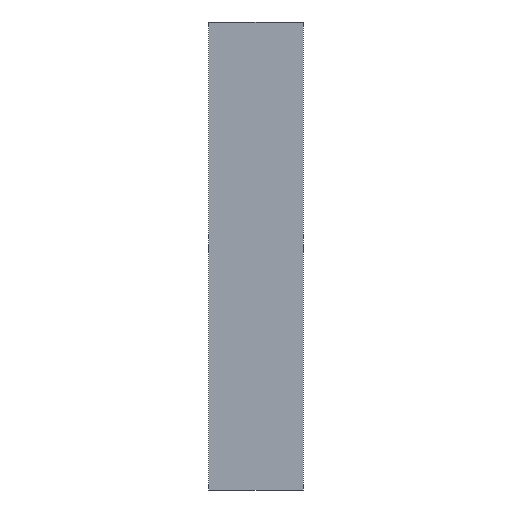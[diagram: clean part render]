
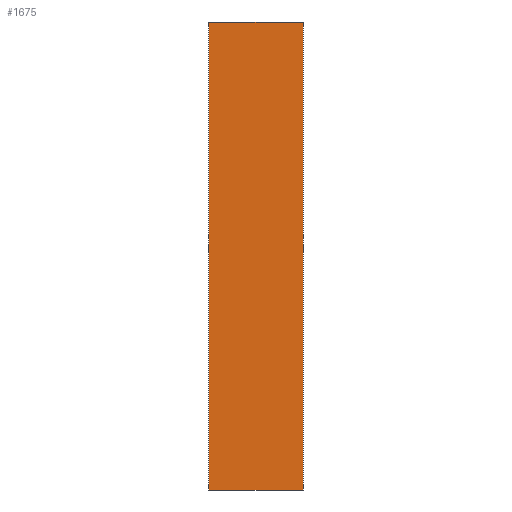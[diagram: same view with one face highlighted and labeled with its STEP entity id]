
A CAD part, front view. The second image highlights one B-rep face of the part: STEP entity #1675.
In plain terms, the highlighted planar face has unit normal (0, -1, 0).
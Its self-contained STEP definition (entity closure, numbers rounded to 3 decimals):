
#80 = CARTESIAN_POINT ( 'NONE',  ( -302., 0., 1500. ) ) ;
#90 = LINE ( 'NONE', #80, #1135 ) ;
#191 = DIRECTION ( 'NONE',  ( 0., -1., 0. ) ) ;
#214 = EDGE_CURVE ( 'NONE', #1119, #1103, #232, .T. ) ;
#232 = LINE ( 'NONE', #1844, #1268 ) ;
#249 = EDGE_CURVE ( 'NONE', #841, #819, #90, .T. ) ;
#306 = ORIENTED_EDGE ( 'NONE', *, *, #1401, .F. ) ;
#446 = CARTESIAN_POINT ( 'NONE',  ( 302., 0., -1500. ) ) ;
#632 = PLANE ( 'NONE',  #1182 ) ;
#788 = CARTESIAN_POINT ( 'NONE',  ( 304., 0., 1500. ) ) ;
#809 = ORIENTED_EDGE ( 'NONE', *, *, #1240, .T. ) ;
#819 = VERTEX_POINT ( 'NONE', #1227 ) ;
#833 = CARTESIAN_POINT ( 'NONE',  ( 304., 0., -1500. ) ) ;
#841 = VERTEX_POINT ( 'NONE', #1375 ) ;
#961 = DIRECTION ( 'NONE',  ( 0., 0., -1. ) ) ;
#978 = VECTOR ( 'NONE', #1682, 1000. ) ;
#990 = DIRECTION ( 'NONE',  ( -1., 0., 0. ) ) ;
#1033 = EDGE_LOOP ( 'NONE', ( #306, #1303, #809, #1907 ) ) ;
#1088 = VECTOR ( 'NONE', #990, 1000. ) ;
#1103 = VERTEX_POINT ( 'NONE', #446 ) ;
#1109 = LINE ( 'NONE', #788, #978 ) ;
#1119 = VERTEX_POINT ( 'NONE', #1782 ) ;
#1131 = LINE ( 'NONE', #833, #1088 ) ;
#1135 = VECTOR ( 'NONE', #1546, 1000. ) ;
#1182 = AXIS2_PLACEMENT_3D ( 'NONE', #1378, #191, #1677 ) ;
#1227 = CARTESIAN_POINT ( 'NONE',  ( -302., 0., -1500. ) ) ;
#1240 = EDGE_CURVE ( 'NONE', #1119, #841, #1109, .T. ) ;
#1268 = VECTOR ( 'NONE', #961, 1000. ) ;
#1303 = ORIENTED_EDGE ( 'NONE', *, *, #214, .F. ) ;
#1375 = CARTESIAN_POINT ( 'NONE',  ( -302., 0., 1500. ) ) ;
#1378 = CARTESIAN_POINT ( 'NONE',  ( 304., 0., 1500. ) ) ;
#1401 = EDGE_CURVE ( 'NONE', #1103, #819, #1131, .T. ) ;
#1546 = DIRECTION ( 'NONE',  ( 0., 0., -1. ) ) ;
#1675 = ADVANCED_FACE ( 'NONE', ( #1860 ), #632, .T. ) ;
#1677 = DIRECTION ( 'NONE',  ( 0., 0., -1. ) ) ;
#1682 = DIRECTION ( 'NONE',  ( -1., 0., 0. ) ) ;
#1782 = CARTESIAN_POINT ( 'NONE',  ( 302., 0., 1500. ) ) ;
#1844 = CARTESIAN_POINT ( 'NONE',  ( 302., 0., 1500. ) ) ;
#1860 = FACE_OUTER_BOUND ( 'NONE', #1033, .T. ) ;
#1907 = ORIENTED_EDGE ( 'NONE', *, *, #249, .T. ) ;
